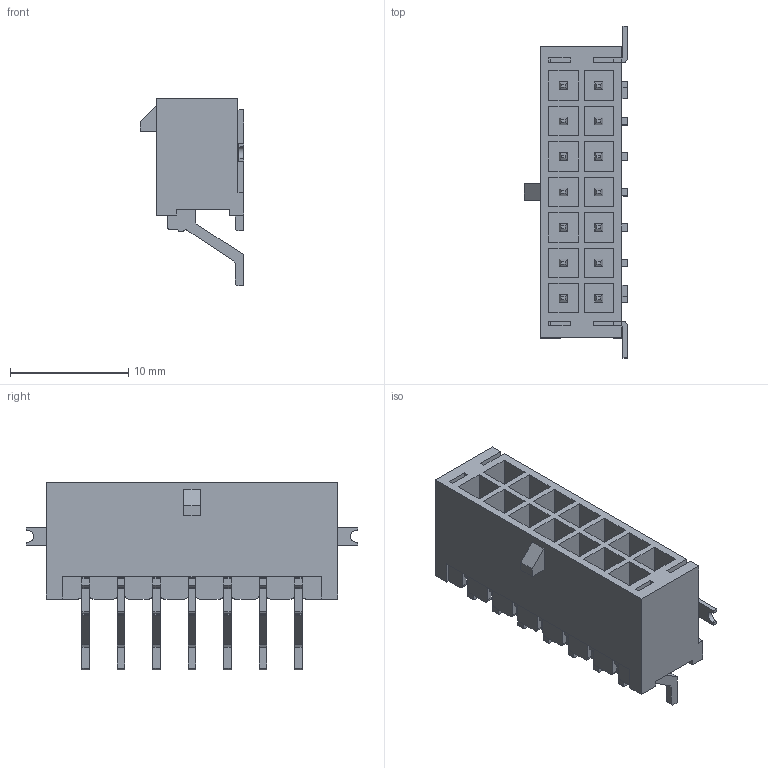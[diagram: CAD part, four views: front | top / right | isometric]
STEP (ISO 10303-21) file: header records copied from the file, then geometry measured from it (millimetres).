
FILE_DESCRIPTION(/* description */ ('Unknown'),/* implementation_level */ '2;1');
FILE_NAME(/* name */ '662114231722',/* time_stamp */ '2017-07-20T09:05:21+02:00',/* author */ ('Unknown'),/* organization */ ('Unknown'),/* preprocessor_version */ 'ST-DEVELOPER v16.7',/* originating_system */ 'DEX',/* authorisation */ $);
FILE_SCHEMA (('AUTOMOTIVE_DESIGN {1 0 10303 214 3 1 1}'));
Length unit declared in the file: millimetre
Products named in the file (5): 6621xx231722; 662014231722; 6620xx231722_PATTE; 6620xx231722_PIN_COURTE; 6620xx231722_PIN_LONGUE
Assembly tree (17 placements, depth 2):
  6621xx231722
    662014231722
    6620xx231722_PATTE  x2
    6620xx231722_PIN_COURTE  x7
    6620xx231722_PIN_LONGUE  x7
Bounding box: 8.76 x 28.1 x 15.9 mm (x, y, z)
Volume: 1082.5 mm3; surface area: 2959.8 mm2
Topology: 17 solids, 17 shells, 724 faces, 2023 edges, 1330 vertices
Faces by surface type: plane 641, cylinder 83
Entity records: 12473 total; most frequent: CARTESIAN_POINT 2209, ORIENTED_EDGE 2186, DIRECTION 1949, EDGE_CURVE 1093, LINE 1017, VECTOR 1017, VERTEX_POINT 726, AXIS2_PLACEMENT_3D 466
